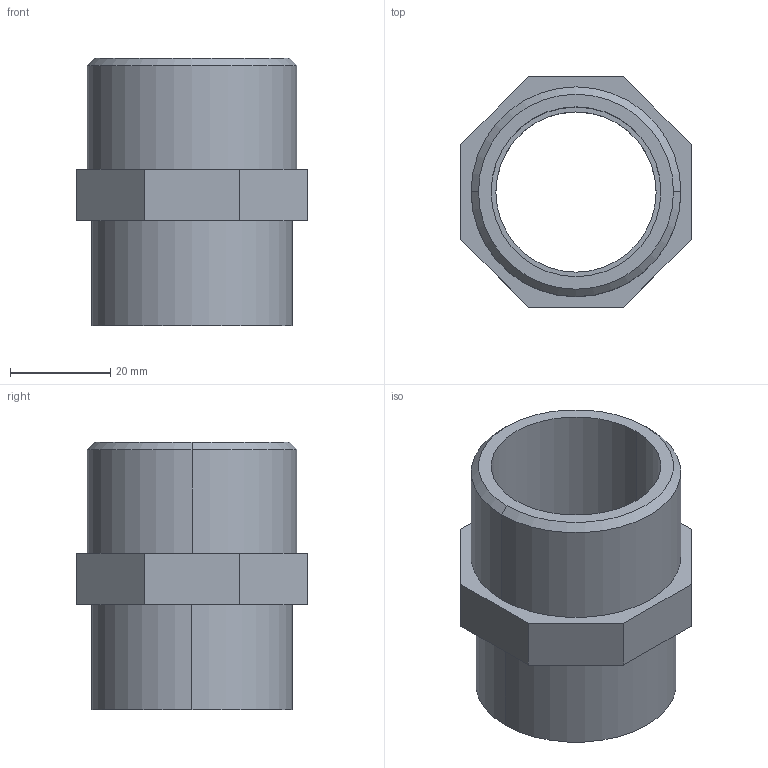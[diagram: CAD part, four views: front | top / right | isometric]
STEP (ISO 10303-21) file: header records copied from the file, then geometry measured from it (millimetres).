
FILE_DESCRIPTION(('STEP AP214'),'1');
FILE_NAME('cctmp_889D1D91-3B2D-40AA-B876-6CD626FB100F_2022_03_09_10_01_10_0415..stp','2022-03-09T09:01:10',('Praher Valves GmbH'),('CADClick - www.CADClick.com'),'Spatial InterOp 3D',' ','unknown authorization');
FILE_SCHEMA(('AUTOMOTIVE_DESIGN'));
Length unit declared in the file: millimetre
Products named in the file (1): 71293
Bounding box: 46 x 46 x 53.4 mm (x, y, z)
Volume: 28811.2 mm3; surface area: 14447.3 mm2
Topology: 1 solids, 1 shells, 23 faces, 52 edges, 34 vertices
Faces by surface type: plane 13, cylinder 8, cone 2
Entity records: 860 total; most frequent: DIRECTION 118, CARTESIAN_POINT 110, ORIENTED_EDGE 104, EDGE_CURVE 52, AXIS2_PLACEMENT_3D 42, VERTEX_POINT 34, LINE 34, VECTOR 34
